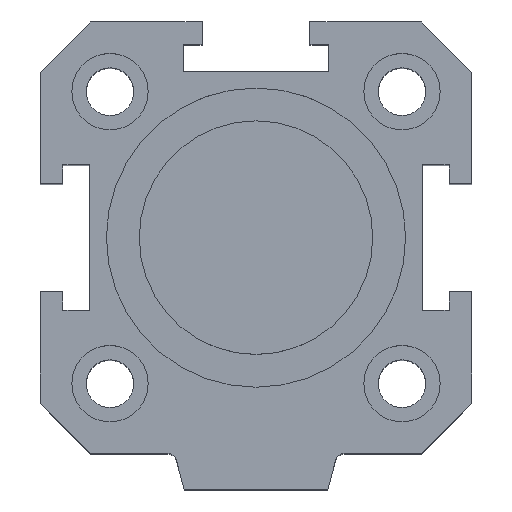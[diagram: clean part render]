
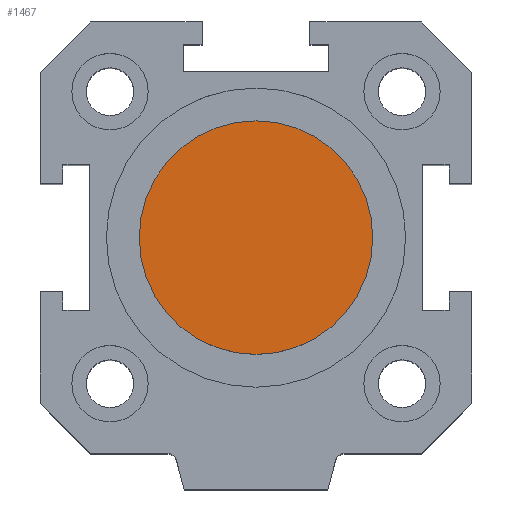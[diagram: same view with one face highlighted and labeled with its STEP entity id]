
A CAD part, top view. The second image highlights one B-rep face of the part: STEP entity #1467.
In plain terms, the highlighted planar face has unit normal (0, 0, 1).
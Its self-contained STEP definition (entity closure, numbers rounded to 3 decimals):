
#326=PLANE('',#1612);
#465=FACE_OUTER_BOUND('',#602,.T.);
#602=EDGE_LOOP('',(#1199));
#667=CIRCLE('',#1532,13.);
#726=VERTEX_POINT('',#2125);
#863=EDGE_CURVE('',#726,#726,#667,.T.);
#1199=ORIENTED_EDGE('',*,*,#863,.T.);
#1467=ADVANCED_FACE('',(#465),#326,.T.);
#1532=AXIS2_PLACEMENT_3D('',#2126,#1697,#1698);
#1612=AXIS2_PLACEMENT_3D('',#2392,#1929,#1930);
#1697=DIRECTION('center_axis',(0.,0.,1.));
#1698=DIRECTION('ref_axis',(-1.,0.,0.));
#1929=DIRECTION('center_axis',(0.,0.,1.));
#1930=DIRECTION('ref_axis',(1.,0.,0.));
#2125=CARTESIAN_POINT('',(13.,0.,26.));
#2126=CARTESIAN_POINT('Origin',(0.,0.,26.));
#2392=CARTESIAN_POINT('Origin',(0.,0.555,
26.));
